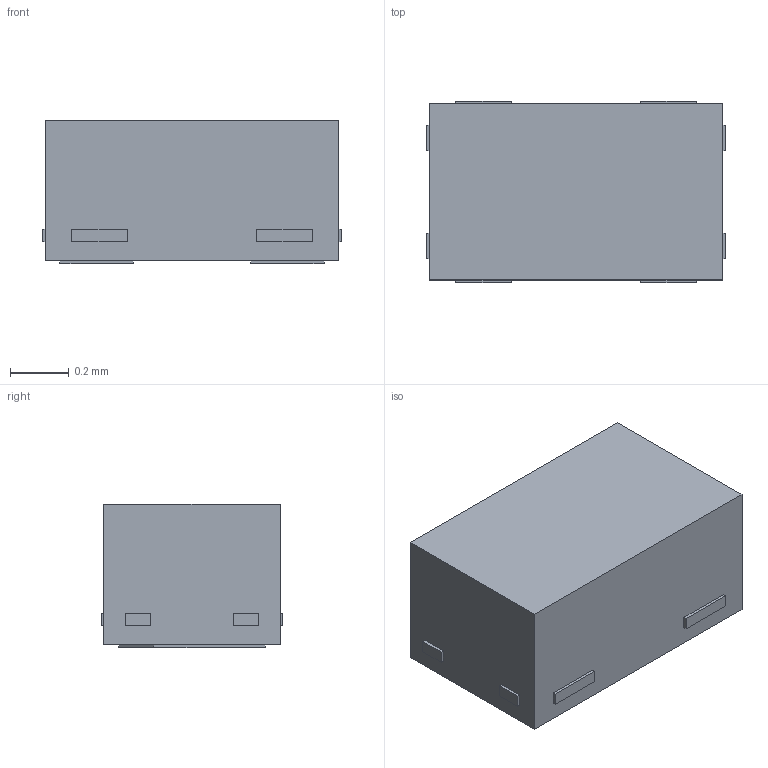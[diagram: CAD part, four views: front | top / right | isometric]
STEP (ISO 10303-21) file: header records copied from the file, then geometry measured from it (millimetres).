
FILE_DESCRIPTION(('FreeCAD Model'),'2;1');
FILE_NAME('Open CASCADE Shape Model','2025-02-21T14:01:54',('Author'),( ''),'Open CASCADE STEP processor 7.6','FreeCAD','Unknown');
FILE_SCHEMA(('AUTOMOTIVE_DESIGN { 1 0 10303 214 1 1 1 1 }'));
Length unit declared in the file: millimetre
Products named in the file (1): q2rm-U1-DFN1006-2L-BI
Bounding box: 1.02 x 0.62 x 0.49 mm (x, y, z)
Volume: 0.3 mm3; surface area: 2.8 mm2
Topology: 1 solids, 1 shells, 281 faces, 750 edges, 500 vertices
Faces by surface type: plane 183, bspline 98
Entity records: 11168 total; most frequent: CARTESIAN_POINT 2838, ORIENTED_EDGE 1500, DIRECTION 918, EDGE_CURVE 750, LINE 550, VECTOR 550, VERTEX_POINT 500, FACE_BOUND 310
